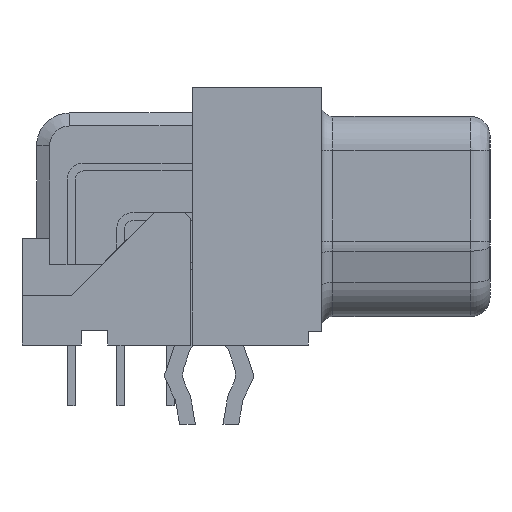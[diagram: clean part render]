
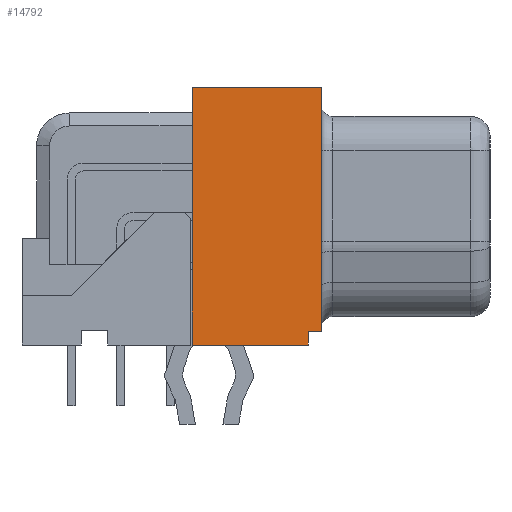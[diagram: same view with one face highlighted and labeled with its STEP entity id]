
A CAD part, left-side view. The second image highlights one B-rep face of the part: STEP entity #14792.
In plain terms, the highlighted planar face has unit normal (-1, 0, 0).
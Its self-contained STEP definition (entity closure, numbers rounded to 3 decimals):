
#96 = VERTEX_POINT('',#97);
#97 = CARTESIAN_POINT('',(-2.515,0.67,9.91));
#103 = EDGE_CURVE('',#96,#104,#106,.T.);
#104 = VERTEX_POINT('',#105);
#105 = CARTESIAN_POINT('',(-2.515,0.67,0.));
#106 = LINE('',#107,#108);
#107 = CARTESIAN_POINT('',(-2.515,0.67,9.91));
#108 = VECTOR('',#109,1.);
#109 = DIRECTION('',(0.,0.,-1.));
#579 = EDGE_CURVE('',#104,#580,#582,.T.);
#580 = VERTEX_POINT('',#581);
#581 = CARTESIAN_POINT('',(-2.515,-3.79,0.));
#582 = LINE('',#583,#584);
#583 = CARTESIAN_POINT('',(-2.515,0.67,0.));
#584 = VECTOR('',#585,1.);
#585 = DIRECTION('',(0.,-1.,0.));
#14708 = VERTEX_POINT('',#14709);
#14709 = CARTESIAN_POINT('',(-2.515,-4.3,9.91));
#14715 = EDGE_CURVE('',#14708,#96,#14716,.T.);
#14716 = LINE('',#14717,#14718);
#14717 = CARTESIAN_POINT('',(-2.515,-4.3,9.91));
#14718 = VECTOR('',#14719,1.);
#14719 = DIRECTION('',(0.,1.,0.));
#14772 = EDGE_CURVE('',#580,#14773,#14775,.T.);
#14773 = VERTEX_POINT('',#14774);
#14774 = CARTESIAN_POINT('',(-2.515,-3.79,0.51));
#14775 = LINE('',#14776,#14777);
#14776 = CARTESIAN_POINT('',(-2.515,-3.79,0.));
#14777 = VECTOR('',#14778,1.);
#14778 = DIRECTION('',(0.,0.,1.));
#14792 = ADVANCED_FACE('',(#14793),#14813,.T.);
#14793 = FACE_BOUND('',#14794,.F.);
#14794 = EDGE_LOOP('',(#14795,#14796,#14797,#14798,#14799,#14807));
#14795 = ORIENTED_EDGE('',*,*,#14772,.F.);
#14796 = ORIENTED_EDGE('',*,*,#579,.F.);
#14797 = ORIENTED_EDGE('',*,*,#103,.F.);
#14798 = ORIENTED_EDGE('',*,*,#14715,.F.);
#14799 = ORIENTED_EDGE('',*,*,#14800,.T.);
#14800 = EDGE_CURVE('',#14708,#14801,#14803,.T.);
#14801 = VERTEX_POINT('',#14802);
#14802 = CARTESIAN_POINT('',(-2.515,-4.3,0.51));
#14803 = LINE('',#14804,#14805);
#14804 = CARTESIAN_POINT('',(-2.515,-4.3,9.91));
#14805 = VECTOR('',#14806,1.);
#14806 = DIRECTION('',(0.,0.,-1.));
#14807 = ORIENTED_EDGE('',*,*,#14808,.T.);
#14808 = EDGE_CURVE('',#14801,#14773,#14809,.T.);
#14809 = LINE('',#14810,#14811);
#14810 = CARTESIAN_POINT('',(-2.515,-4.3,0.51));
#14811 = VECTOR('',#14812,1.);
#14812 = DIRECTION('',(0.,1.,0.));
#14813 = PLANE('',#14814);
#14814 = AXIS2_PLACEMENT_3D('',#14815,#14816,#14817);
#14815 = CARTESIAN_POINT('',(-2.515,-3.79,9.91));
#14816 = DIRECTION('',(-1.,0.,0.));
#14817 = DIRECTION('',(0.,0.,-1.));
